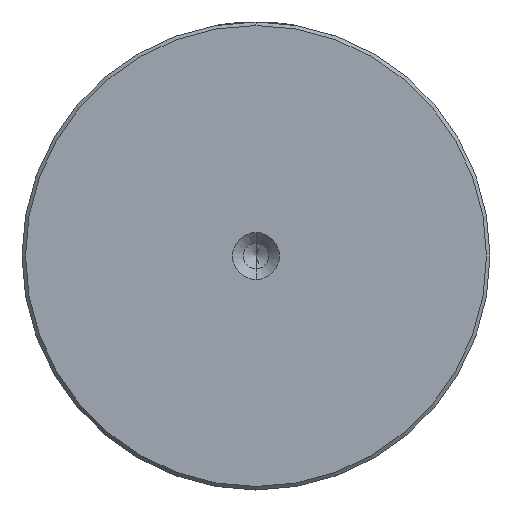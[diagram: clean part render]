
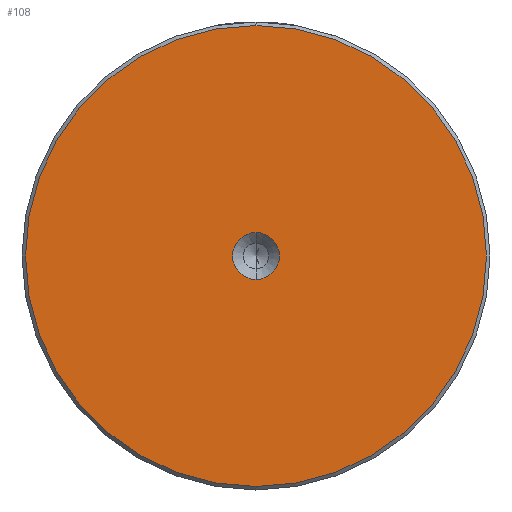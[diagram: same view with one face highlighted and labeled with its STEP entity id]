
A CAD part, left-side view. The second image highlights one B-rep face of the part: STEP entity #108.
In plain terms, the highlighted planar face has unit normal (-1, 0, 0).
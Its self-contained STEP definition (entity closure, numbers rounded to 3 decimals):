
#62 = EDGE_CURVE ( 'NONE', #1607, #1950, #969, .T. ) ;
#90 = DIRECTION ( 'NONE',  ( -1., 0., 0. ) ) ;
#108 = ADVANCED_FACE ( 'NONE', ( #841, #903 ), #2132, .T. ) ;
#128 = ORIENTED_EDGE ( 'NONE', *, *, #1866, .T. ) ;
#189 = AXIS2_PLACEMENT_3D ( 'NONE', #1829, #669, #2022 ) ;
#537 = CIRCLE ( 'NONE', #189, 3.3 ) ;
#669 = DIRECTION ( 'NONE',  ( -1., 0., 0. ) ) ;
#841 = FACE_OUTER_BOUND ( 'NONE', #1738, .T. ) ;
#903 = FACE_BOUND ( 'NONE', #1358, .T. ) ;
#957 = VERTEX_POINT ( 'NONE', #2127 ) ;
#969 = CIRCLE ( 'NONE', #1901, 32.5 ) ;
#1081 = CARTESIAN_POINT ( 'NONE',  ( 0., 0., 3.3 ) ) ;
#1107 = CARTESIAN_POINT ( 'NONE',  ( 0., 0., -32.5 ) ) ;
#1156 = DIRECTION ( 'NONE',  ( -1., 0., 0. ) ) ;
#1174 = AXIS2_PLACEMENT_3D ( 'NONE', #1958, #1947, #1941 ) ;
#1244 = AXIS2_PLACEMENT_3D ( 'NONE', #1287, #90, #1488 ) ;
#1258 = ORIENTED_EDGE ( 'NONE', *, *, #1455, .F. ) ;
#1287 = CARTESIAN_POINT ( 'NONE',  ( 0., 0., 0. ) ) ;
#1358 = EDGE_LOOP ( 'NONE', ( #1258, #2241 ) ) ;
#1419 = ORIENTED_EDGE ( 'NONE', *, *, #62, .T. ) ;
#1455 = EDGE_CURVE ( 'NONE', #1645, #957, #1616, .T. ) ;
#1474 = AXIS2_PLACEMENT_3D ( 'NONE', #2314, #1156, #2503 ) ;
#1488 = DIRECTION ( 'NONE',  ( 0., 0., 1. ) ) ;
#1607 = VERTEX_POINT ( 'NONE', #1839 ) ;
#1616 = CIRCLE ( 'NONE', #1474, 3.3 ) ;
#1645 = VERTEX_POINT ( 'NONE', #1081 ) ;
#1738 = EDGE_LOOP ( 'NONE', ( #128, #1419 ) ) ;
#1779 = EDGE_CURVE ( 'NONE', #957, #1645, #537, .T. ) ;
#1829 = CARTESIAN_POINT ( 'NONE',  ( 0., 0., 0. ) ) ;
#1839 = CARTESIAN_POINT ( 'NONE',  ( 0., 0., 32.5 ) ) ;
#1866 = EDGE_CURVE ( 'NONE', #1950, #1607, #2292, .T. ) ;
#1901 = AXIS2_PLACEMENT_3D ( 'NONE', #2395, #2389, #2380 ) ;
#1941 = DIRECTION ( 'NONE',  ( 0., 0., 1. ) ) ;
#1947 = DIRECTION ( 'NONE',  ( -1., 0., 0. ) ) ;
#1950 = VERTEX_POINT ( 'NONE', #1107 ) ;
#1958 = CARTESIAN_POINT ( 'NONE',  ( 0., 0., 0. ) ) ;
#2022 = DIRECTION ( 'NONE',  ( 0., 0., 1. ) ) ;
#2127 = CARTESIAN_POINT ( 'NONE',  ( 0., 0., -3.3 ) ) ;
#2132 = PLANE ( 'NONE',  #1174 ) ;
#2241 = ORIENTED_EDGE ( 'NONE', *, *, #1779, .F. ) ;
#2292 = CIRCLE ( 'NONE', #1244, 32.5 ) ;
#2314 = CARTESIAN_POINT ( 'NONE',  ( 0., 0., 0. ) ) ;
#2380 = DIRECTION ( 'NONE',  ( 0., 0., 1. ) ) ;
#2389 = DIRECTION ( 'NONE',  ( -1., 0., 0. ) ) ;
#2395 = CARTESIAN_POINT ( 'NONE',  ( 0., 0., 0. ) ) ;
#2503 = DIRECTION ( 'NONE',  ( 0., 0., 1. ) ) ;
